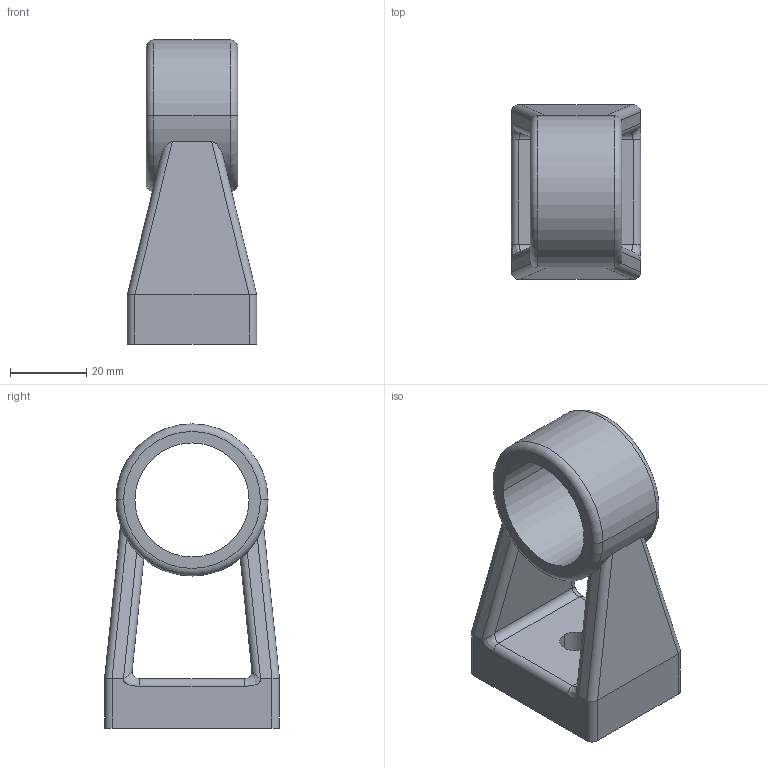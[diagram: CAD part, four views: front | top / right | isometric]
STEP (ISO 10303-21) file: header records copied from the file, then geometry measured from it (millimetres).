
FILE_DESCRIPTION(('Creo Elements/Direct Modeling STEP Export'),'2;1');
FILE_NAME('44.0290.4_Griffmittelstück_D30.stp','2022-03-21T 9:00:22',(''),(''),'PTC Creo Elements/Direct Modeling STEP processor for AP214 (Solid Model)','PTC Creo Elements/Direct Modeling 19.0C 15-Aug-2015 (C) Parametric Technology GmbH','');
FILE_SCHEMA(('AUTOMOTIVE_DESIGN { 1 0 10303 214 1 1 1 1 }'));
Length unit declared in the file: millimetre
Products named in the file (2): Griffmittelstück_D30_44.0290.4_PX173825
Assembly tree (1 placements, depth 2):
  Griffmittelstück_D30_44.0290.4_PX173825
    Griffmittelstück_D30_44.0290.4_PX173825
Bounding box: 34.01 x 46 x 80 mm (x, y, z)
Volume: 44854.6 mm3; surface area: 14995.8 mm2
Topology: 1 solids, 1 shells, 46 faces, 116 edges, 72 vertices
Faces by surface type: cylinder 22, plane 16, torus 4, bspline 4
Entity records: 2870 total; most frequent: CARTESIAN_POINT 1779, ORIENTED_EDGE 232, DIRECTION 192, EDGE_CURVE 116, VERTEX_POINT 72, AXIS2_PLACEMENT_3D 71, EDGE_LOOP 52, VECTOR 50
